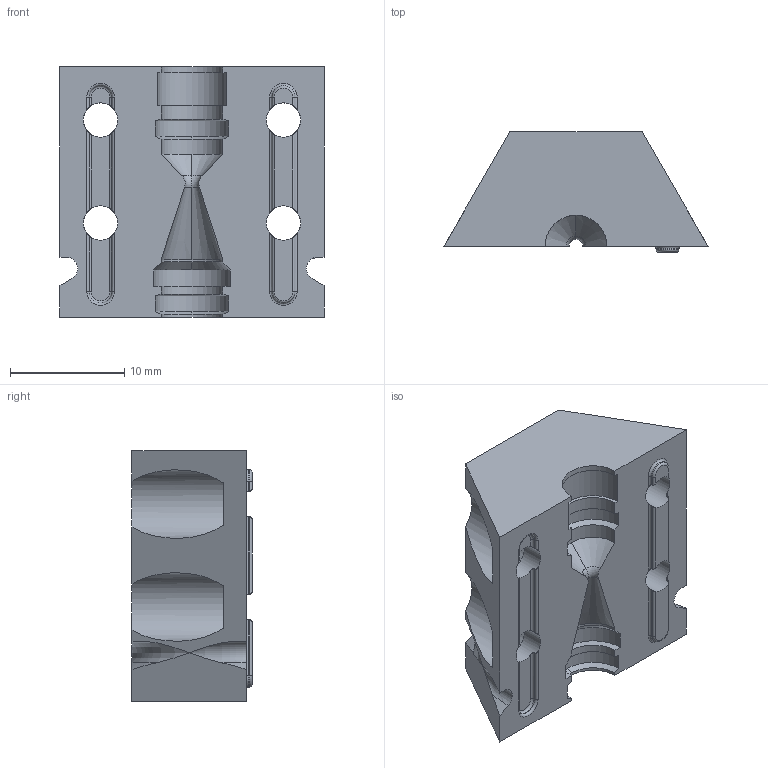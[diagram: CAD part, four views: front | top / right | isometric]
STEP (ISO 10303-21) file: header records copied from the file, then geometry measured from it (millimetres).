
FILE_DESCRIPTION(('FreeCAD Model'),'2;1');
FILE_NAME('Lower.step','2018-10-30T10:51:23',('Author'),(''), 'Open CASCADE STEP processor 6.9','FreeCAD','Unknown');
FILE_SCHEMA(('AUTOMOTIVE_DESIGN_CC2 { 1 2 10303 214 -1 1 5 4 }'));
Length unit declared in the file: millimetre
Products named in the file (2): ASSEMBLY; Lower
Assembly tree (1 placements, depth 2):
  ASSEMBLY
    Lower
Bounding box: 23.09 x 10.5 x 21.9 mm (x, y, z)
Volume: 3024.9 mm3; surface area: 1933.3 mm2
Topology: 1 solids, 1 shells, 117 faces, 338 edges, 221 vertices
Faces by surface type: cylinder 46, plane 39, cone 18, torus 14
Full cylindrical faces by diameter (mm): 3 x4
Entity records: 12602 total; most frequent: CARTESIAN_POINT 6338, DIRECTION 1049, ORIENTED_EDGE 676, PCURVE 676, DEFINITIONAL_REPRESENTATION 676, LINE 501, VECTOR 501, EDGE_CURVE 338
